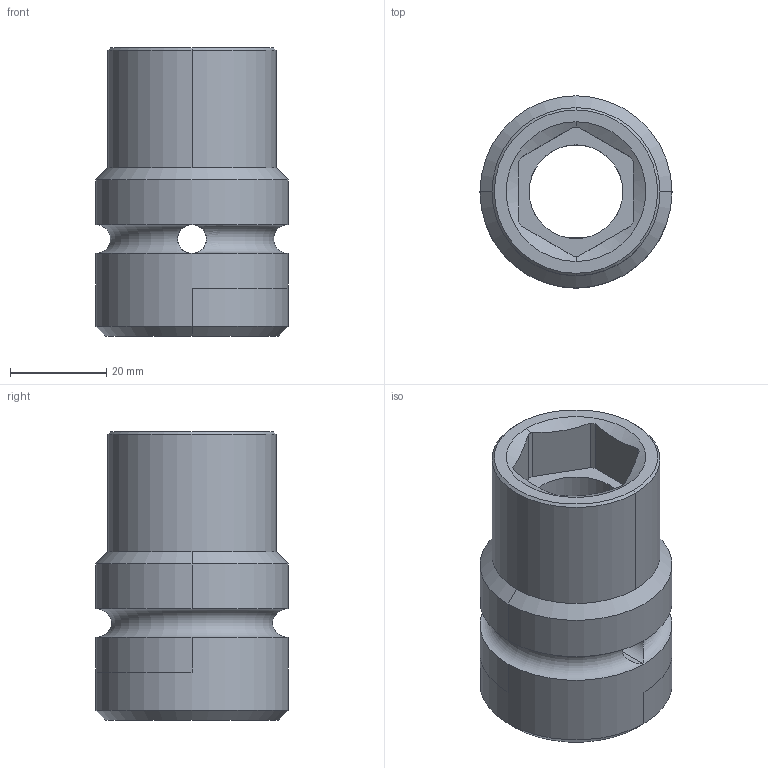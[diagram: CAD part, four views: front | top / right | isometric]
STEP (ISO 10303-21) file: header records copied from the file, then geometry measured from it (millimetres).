
FILE_DESCRIPTION((''),'2;1');
FILE_NAME('4026442300','2023-10-11T14:57:06',('a00565553'),(''),'CREO PARAMETRIC BY PTC INC, 2022414','CREO PARAMETRIC BY PTC INC, 2022414','');
FILE_SCHEMA(('CONFIG_CONTROL_DESIGN','GEOMETRIC_VALIDATION_PROPERTIES_MIM'));
Length unit declared in the file: millimetre
Products named in the file (1): 4026442300
Bounding box: 40 x 40 x 60 mm (x, y, z)
Volume: 41173.4 mm3; surface area: 13430.8 mm2
Topology: 1 solids, 1 shells, 63 faces, 168 edges, 106 vertices
Faces by surface type: cylinder 26, cone 18, plane 17, torus 2
Entity records: 2276 total; most frequent: CARTESIAN_POINT 565, DIRECTION 344, ORIENTED_EDGE 336, EDGE_CURVE 168, AXIS2_PLACEMENT_3D 139, VERTEX_POINT 106, CIRCLE 76, EDGE_LOOP 68
